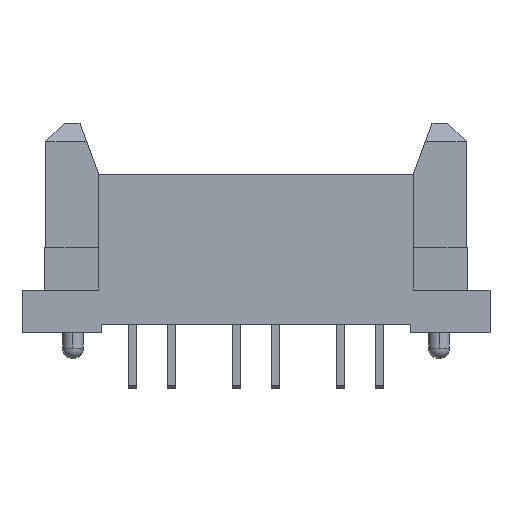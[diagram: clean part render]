
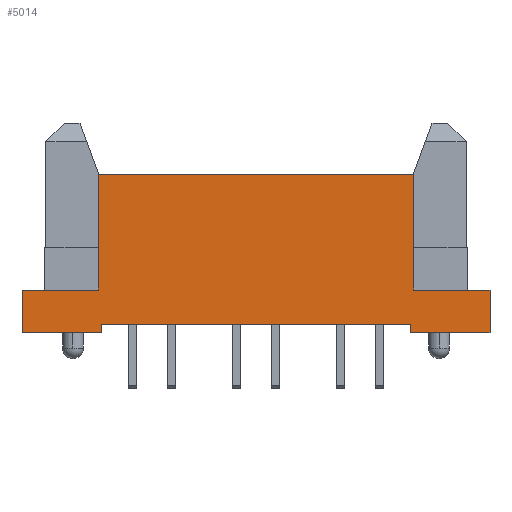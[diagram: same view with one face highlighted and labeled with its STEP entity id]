
A CAD part, top view. The second image highlights one B-rep face of the part: STEP entity #5014.
In plain terms, the highlighted planar face has unit normal (0, 0, 1).
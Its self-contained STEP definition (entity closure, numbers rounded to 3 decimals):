
#97 = EDGE_CURVE ( 'NONE', #9424, #3542, #2723, .T. ) ;
#148 = CARTESIAN_POINT ( 'NONE',  ( 7.59, 7.58, 5.08 ) ) ;
#153 = VECTOR ( 'NONE', #6406, 1000. ) ;
#175 = CARTESIAN_POINT ( 'NONE',  ( -11.275, 0., 5.08 ) ) ;
#316 = ORIENTED_EDGE ( 'NONE', *, *, #7096, .T. ) ;
#330 = LINE ( 'NONE', #6254, #8745 ) ;
#349 = LINE ( 'NONE', #4898, #952 ) ;
#368 = CARTESIAN_POINT ( 'NONE',  ( -7.465, 0., 5.08 ) ) ;
#610 = VECTOR ( 'NONE', #1930, 1000. ) ;
#764 = LINE ( 'NONE', #368, #6519 ) ;
#952 = VECTOR ( 'NONE', #8034, 1000. ) ;
#1024 = CARTESIAN_POINT ( 'NONE',  ( -10.18, 2.03, 5.08 ) ) ;
#1166 = VECTOR ( 'NONE', #9218, 1000. ) ;
#1280 = ORIENTED_EDGE ( 'NONE', *, *, #8014, .T. ) ;
#1303 = CARTESIAN_POINT ( 'NONE',  ( 7.465, 0.38, 5.08 ) ) ;
#1368 = CARTESIAN_POINT ( 'NONE',  ( -7.59, 2.03, 5.08 ) ) ;
#1438 = VERTEX_POINT ( 'NONE', #148 ) ;
#1462 = VECTOR ( 'NONE', #7176, 1000. ) ;
#1564 = CARTESIAN_POINT ( 'NONE',  ( 0., 0., 5.08 ) ) ;
#1596 = VERTEX_POINT ( 'NONE', #2081 ) ;
#1763 = EDGE_CURVE ( 'NONE', #1438, #3190, #8388, .T. ) ;
#1919 = EDGE_CURVE ( 'NONE', #9936, #9504, #330, .T. ) ;
#1930 = DIRECTION ( 'NONE',  ( 0., 1., 0. ) ) ;
#2081 = CARTESIAN_POINT ( 'NONE',  ( 11.275, 2.03, 5.08 ) ) ;
#2116 = EDGE_CURVE ( 'NONE', #8936, #3190, #9096, .T. ) ;
#2206 = ORIENTED_EDGE ( 'NONE', *, *, #97, .T. ) ;
#2209 = LINE ( 'NONE', #9523, #153 ) ;
#2220 = VERTEX_POINT ( 'NONE', #4291 ) ;
#2511 = DIRECTION ( 'NONE',  ( 1., 0., 0. ) ) ;
#2533 = LINE ( 'NONE', #175, #5863 ) ;
#2630 = CARTESIAN_POINT ( 'NONE',  ( 11.275, 2.03, 5.08 ) ) ;
#2651 = LINE ( 'NONE', #3402, #610 ) ;
#2723 = LINE ( 'NONE', #4952, #9908 ) ;
#2856 = CARTESIAN_POINT ( 'NONE',  ( -7.59, 2.03, 5.08 ) ) ;
#2913 = CARTESIAN_POINT ( 'NONE',  ( -7.465, 0., 5.08 ) ) ;
#2980 = CARTESIAN_POINT ( 'NONE',  ( -7.465, 0.38, 5.08 ) ) ;
#3190 = VERTEX_POINT ( 'NONE', #8029 ) ;
#3402 = CARTESIAN_POINT ( 'NONE',  ( 11.275, 0., 5.08 ) ) ;
#3424 = DIRECTION ( 'NONE',  ( 0., 1., 0. ) ) ;
#3504 = CARTESIAN_POINT ( 'NONE',  ( 7.59, 2.03, 5.08 ) ) ;
#3542 = VERTEX_POINT ( 'NONE', #8515 ) ;
#3559 = ORIENTED_EDGE ( 'NONE', *, *, #3747, .T. ) ;
#3747 = EDGE_CURVE ( 'NONE', #1596, #4441, #6128, .T. ) ;
#3840 = CARTESIAN_POINT ( 'NONE',  ( 7.59, 7.58, 5.08 ) ) ;
#4291 = CARTESIAN_POINT ( 'NONE',  ( 7.465, 0., 5.08 ) ) ;
#4441 = VERTEX_POINT ( 'NONE', #3504 ) ;
#4629 = CARTESIAN_POINT ( 'NONE',  ( -11.275, 0., 5.08 ) ) ;
#4682 = DIRECTION ( 'NONE',  ( 0., -1., 0. ) ) ;
#4880 = EDGE_CURVE ( 'NONE', #9504, #8196, #2533, .T. ) ;
#4898 = CARTESIAN_POINT ( 'NONE',  ( 7.465, 0., 5.08 ) ) ;
#4952 = CARTESIAN_POINT ( 'NONE',  ( -7.465, 0.38, 5.08 ) ) ;
#5014 = ADVANCED_FACE ( 'NONE', ( #8995 ), #9587, .T. ) ;
#5051 = LINE ( 'NONE', #1024, #6011 ) ;
#5121 = ORIENTED_EDGE ( 'NONE', *, *, #4880, .T. ) ;
#5149 = DIRECTION ( 'NONE',  ( 0., 1., 0. ) ) ;
#5445 = DIRECTION ( 'NONE',  ( 1., 0., 0. ) ) ;
#5636 = EDGE_LOOP ( 'NONE', ( #6562, #316, #8323, #5121, #8020, #2206, #5927, #7129, #1280, #3559, #7913, #6509 ) ) ;
#5726 = VECTOR ( 'NONE', #5149, 1000. ) ;
#5860 = DIRECTION ( 'NONE',  ( 0., -1., 0. ) ) ;
#5863 = VECTOR ( 'NONE', #2511, 1000. ) ;
#5927 = ORIENTED_EDGE ( 'NONE', *, *, #6715, .T. ) ;
#6011 = VECTOR ( 'NONE', #9380, 1000. ) ;
#6128 = LINE ( 'NONE', #2630, #1462 ) ;
#6254 = CARTESIAN_POINT ( 'NONE',  ( -11.275, 2.03, 5.08 ) ) ;
#6274 = AXIS2_PLACEMENT_3D ( 'NONE', #1564, #9039, #5445 ) ;
#6377 = VECTOR ( 'NONE', #5860, 1000. ) ;
#6406 = DIRECTION ( 'NONE',  ( 0., 1., 0. ) ) ;
#6509 = ORIENTED_EDGE ( 'NONE', *, *, #1763, .T. ) ;
#6519 = VECTOR ( 'NONE', #3424, 1000. ) ;
#6532 = CARTESIAN_POINT ( 'NONE',  ( -11.275, 2.03, 5.08 ) ) ;
#6534 = DIRECTION ( 'NONE',  ( 1., 0., 0. ) ) ;
#6536 = EDGE_CURVE ( 'NONE', #4441, #1438, #2209, .T. ) ;
#6562 = ORIENTED_EDGE ( 'NONE', *, *, #2116, .F. ) ;
#6715 = EDGE_CURVE ( 'NONE', #3542, #2220, #9869, .T. ) ;
#7096 = EDGE_CURVE ( 'NONE', #8936, #9936, #5051, .T. ) ;
#7129 = ORIENTED_EDGE ( 'NONE', *, *, #8141, .T. ) ;
#7176 = DIRECTION ( 'NONE',  ( -1., 0., 0. ) ) ;
#7706 = VERTEX_POINT ( 'NONE', #9571 ) ;
#7913 = ORIENTED_EDGE ( 'NONE', *, *, #6536, .T. ) ;
#8014 = EDGE_CURVE ( 'NONE', #7706, #1596, #2651, .T. ) ;
#8020 = ORIENTED_EDGE ( 'NONE', *, *, #9797, .T. ) ;
#8029 = CARTESIAN_POINT ( 'NONE',  ( -7.59, 7.58, 5.08 ) ) ;
#8034 = DIRECTION ( 'NONE',  ( 1., 0., 0. ) ) ;
#8141 = EDGE_CURVE ( 'NONE', #2220, #7706, #349, .T. ) ;
#8196 = VERTEX_POINT ( 'NONE', #2913 ) ;
#8323 = ORIENTED_EDGE ( 'NONE', *, *, #1919, .T. ) ;
#8388 = LINE ( 'NONE', #3840, #1166 ) ;
#8515 = CARTESIAN_POINT ( 'NONE',  ( 7.465, 0.38, 5.08 ) ) ;
#8745 = VECTOR ( 'NONE', #4682, 1000. ) ;
#8936 = VERTEX_POINT ( 'NONE', #1368 ) ;
#8995 = FACE_OUTER_BOUND ( 'NONE', #5636, .T. ) ;
#9039 = DIRECTION ( 'NONE',  ( 0., 0., 1. ) ) ;
#9096 = LINE ( 'NONE', #2856, #5726 ) ;
#9218 = DIRECTION ( 'NONE',  ( -1., 0., 0. ) ) ;
#9380 = DIRECTION ( 'NONE',  ( -1., 0., 0. ) ) ;
#9424 = VERTEX_POINT ( 'NONE', #2980 ) ;
#9504 = VERTEX_POINT ( 'NONE', #4629 ) ;
#9523 = CARTESIAN_POINT ( 'NONE',  ( 7.59, 2.03, 5.08 ) ) ;
#9571 = CARTESIAN_POINT ( 'NONE',  ( 11.275, 0., 5.08 ) ) ;
#9587 = PLANE ( 'NONE',  #6274 ) ;
#9797 = EDGE_CURVE ( 'NONE', #8196, #9424, #764, .T. ) ;
#9869 = LINE ( 'NONE', #1303, #6377 ) ;
#9908 = VECTOR ( 'NONE', #6534, 1000. ) ;
#9936 = VERTEX_POINT ( 'NONE', #6532 ) ;
